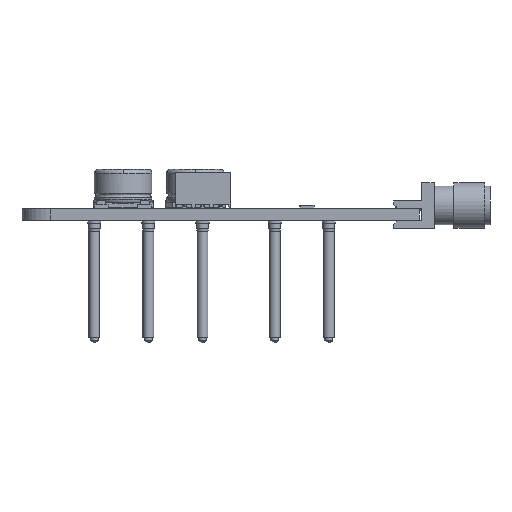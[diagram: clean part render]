
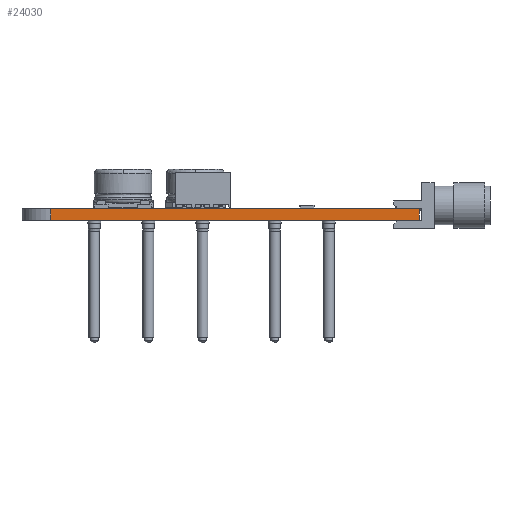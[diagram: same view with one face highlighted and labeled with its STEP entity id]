
A CAD part, front view. The second image highlights one B-rep face of the part: STEP entity #24030.
In plain terms, the highlighted planar face has unit normal (0, -1, 0).
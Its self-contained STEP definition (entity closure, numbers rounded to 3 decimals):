
#23847 = CYLINDRICAL_SURFACE('',#23848,4.);
#23848 = AXIS2_PLACEMENT_3D('',#23849,#23850,#23851);
#23849 = CARTESIAN_POINT('',(126.5,-116.5,0.));
#23850 = DIRECTION('',(-0.,-0.,-1.));
#23851 = DIRECTION('',(1.,0.,-0.));
#23872 = VERTEX_POINT('',#23873);
#23873 = CARTESIAN_POINT('',(126.5,-120.5,1.6));
#23888 = PLANE('',#23889);
#23889 = AXIS2_PLACEMENT_3D('',#23890,#23891,#23892);
#23890 = CARTESIAN_POINT('',(154.392,-100.43,1.6));
#23891 = DIRECTION('',(0.,0.,1.));
#23892 = DIRECTION('',(1.,0.,-0.));
#23900 = EDGE_CURVE('',#23901,#23872,#23903,.T.);
#23901 = VERTEX_POINT('',#23902);
#23902 = CARTESIAN_POINT('',(126.5,-120.5,0.));
#23903 = SURFACE_CURVE('',#23904,(#23908,#23915),.PCURVE_S1.);
#23904 = LINE('',#23905,#23906);
#23905 = CARTESIAN_POINT('',(126.5,-120.5,0.));
#23906 = VECTOR('',#23907,1.);
#23907 = DIRECTION('',(0.,0.,1.));
#23908 = PCURVE('',#23847,#23909);
#23909 = DEFINITIONAL_REPRESENTATION('',(#23910),#23914);
#23910 = LINE('',#23911,#23912);
#23911 = CARTESIAN_POINT('',(-4.712,0.));
#23912 = VECTOR('',#23913,1.);
#23913 = DIRECTION('',(-0.,-1.));
#23914 = ( GEOMETRIC_REPRESENTATION_CONTEXT(2) 
PARAMETRIC_REPRESENTATION_CONTEXT() REPRESENTATION_CONTEXT('2D SPACE',''
  ) );
#23915 = PCURVE('',#23916,#23921);
#23916 = PLANE('',#23917);
#23917 = AXIS2_PLACEMENT_3D('',#23918,#23919,#23920);
#23918 = CARTESIAN_POINT('',(177.5,-120.5,0.));
#23919 = DIRECTION('',(0.,-1.,0.));
#23920 = DIRECTION('',(-1.,0.,0.));
#23921 = DEFINITIONAL_REPRESENTATION('',(#23922),#23926);
#23922 = LINE('',#23923,#23924);
#23923 = CARTESIAN_POINT('',(51.,0.));
#23924 = VECTOR('',#23925,1.);
#23925 = DIRECTION('',(0.,-1.));
#23926 = ( GEOMETRIC_REPRESENTATION_CONTEXT(2) 
PARAMETRIC_REPRESENTATION_CONTEXT() REPRESENTATION_CONTEXT('2D SPACE',''
  ) );
#23943 = PLANE('',#23944);
#23944 = AXIS2_PLACEMENT_3D('',#23945,#23946,#23947);
#23945 = CARTESIAN_POINT('',(154.392,-100.43,0.));
#23946 = DIRECTION('',(0.,0.,1.));
#23947 = DIRECTION('',(1.,0.,-0.));
#24030 = ADVANCED_FACE('',(#24031),#23916,.T.);
#24031 = FACE_BOUND('',#24032,.T.);
#24032 = EDGE_LOOP('',(#24033,#24063,#24084,#24085));
#24033 = ORIENTED_EDGE('',*,*,#24034,.T.);
#24034 = EDGE_CURVE('',#24035,#24037,#24039,.T.);
#24035 = VERTEX_POINT('',#24036);
#24036 = CARTESIAN_POINT('',(177.5,-120.5,0.));
#24037 = VERTEX_POINT('',#24038);
#24038 = CARTESIAN_POINT('',(177.5,-120.5,1.6));
#24039 = SURFACE_CURVE('',#24040,(#24044,#24051),.PCURVE_S1.);
#24040 = LINE('',#24041,#24042);
#24041 = CARTESIAN_POINT('',(177.5,-120.5,0.));
#24042 = VECTOR('',#24043,1.);
#24043 = DIRECTION('',(0.,0.,1.));
#24044 = PCURVE('',#23916,#24045);
#24045 = DEFINITIONAL_REPRESENTATION('',(#24046),#24050);
#24046 = LINE('',#24047,#24048);
#24047 = CARTESIAN_POINT('',(0.,-0.));
#24048 = VECTOR('',#24049,1.);
#24049 = DIRECTION('',(0.,-1.));
#24050 = ( GEOMETRIC_REPRESENTATION_CONTEXT(2) 
PARAMETRIC_REPRESENTATION_CONTEXT() REPRESENTATION_CONTEXT('2D SPACE',''
  ) );
#24051 = PCURVE('',#24052,#24057);
#24052 = PLANE('',#24053);
#24053 = AXIS2_PLACEMENT_3D('',#24054,#24055,#24056);
#24054 = CARTESIAN_POINT('',(177.5,-94.,0.));
#24055 = DIRECTION('',(1.,0.,-0.));
#24056 = DIRECTION('',(0.,-1.,0.));
#24057 = DEFINITIONAL_REPRESENTATION('',(#24058),#24062);
#24058 = LINE('',#24059,#24060);
#24059 = CARTESIAN_POINT('',(26.5,0.));
#24060 = VECTOR('',#24061,1.);
#24061 = DIRECTION('',(0.,-1.));
#24062 = ( GEOMETRIC_REPRESENTATION_CONTEXT(2) 
PARAMETRIC_REPRESENTATION_CONTEXT() REPRESENTATION_CONTEXT('2D SPACE',''
  ) );
#24063 = ORIENTED_EDGE('',*,*,#24064,.T.);
#24064 = EDGE_CURVE('',#24037,#23872,#24065,.T.);
#24065 = SURFACE_CURVE('',#24066,(#24070,#24077),.PCURVE_S1.);
#24066 = LINE('',#24067,#24068);
#24067 = CARTESIAN_POINT('',(177.5,-120.5,1.6));
#24068 = VECTOR('',#24069,1.);
#24069 = DIRECTION('',(-1.,0.,0.));
#24070 = PCURVE('',#23916,#24071);
#24071 = DEFINITIONAL_REPRESENTATION('',(#24072),#24076);
#24072 = LINE('',#24073,#24074);
#24073 = CARTESIAN_POINT('',(0.,-1.6));
#24074 = VECTOR('',#24075,1.);
#24075 = DIRECTION('',(1.,0.));
#24076 = ( GEOMETRIC_REPRESENTATION_CONTEXT(2) 
PARAMETRIC_REPRESENTATION_CONTEXT() REPRESENTATION_CONTEXT('2D SPACE',''
  ) );
#24077 = PCURVE('',#23888,#24078);
#24078 = DEFINITIONAL_REPRESENTATION('',(#24079),#24083);
#24079 = LINE('',#24080,#24081);
#24080 = CARTESIAN_POINT('',(23.108,-20.07));
#24081 = VECTOR('',#24082,1.);
#24082 = DIRECTION('',(-1.,0.));
#24083 = ( GEOMETRIC_REPRESENTATION_CONTEXT(2) 
PARAMETRIC_REPRESENTATION_CONTEXT() REPRESENTATION_CONTEXT('2D SPACE',''
  ) );
#24084 = ORIENTED_EDGE('',*,*,#23900,.F.);
#24085 = ORIENTED_EDGE('',*,*,#24086,.F.);
#24086 = EDGE_CURVE('',#24035,#23901,#24087,.T.);
#24087 = SURFACE_CURVE('',#24088,(#24092,#24099),.PCURVE_S1.);
#24088 = LINE('',#24089,#24090);
#24089 = CARTESIAN_POINT('',(177.5,-120.5,0.));
#24090 = VECTOR('',#24091,1.);
#24091 = DIRECTION('',(-1.,0.,0.));
#24092 = PCURVE('',#23916,#24093);
#24093 = DEFINITIONAL_REPRESENTATION('',(#24094),#24098);
#24094 = LINE('',#24095,#24096);
#24095 = CARTESIAN_POINT('',(0.,-0.));
#24096 = VECTOR('',#24097,1.);
#24097 = DIRECTION('',(1.,0.));
#24098 = ( GEOMETRIC_REPRESENTATION_CONTEXT(2) 
PARAMETRIC_REPRESENTATION_CONTEXT() REPRESENTATION_CONTEXT('2D SPACE',''
  ) );
#24099 = PCURVE('',#23943,#24100);
#24100 = DEFINITIONAL_REPRESENTATION('',(#24101),#24105);
#24101 = LINE('',#24102,#24103);
#24102 = CARTESIAN_POINT('',(23.108,-20.07));
#24103 = VECTOR('',#24104,1.);
#24104 = DIRECTION('',(-1.,0.));
#24105 = ( GEOMETRIC_REPRESENTATION_CONTEXT(2) 
PARAMETRIC_REPRESENTATION_CONTEXT() REPRESENTATION_CONTEXT('2D SPACE',''
  ) );
